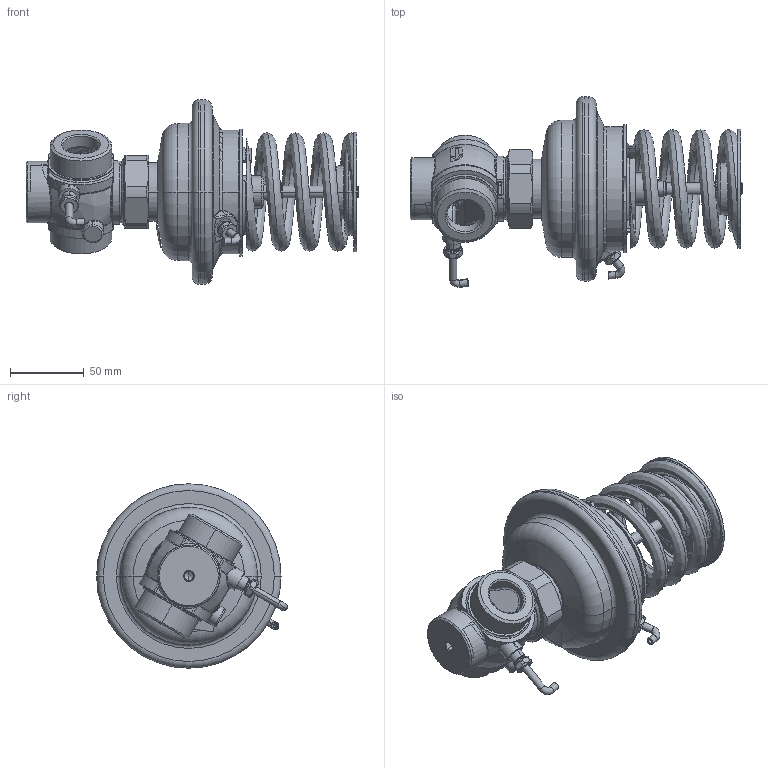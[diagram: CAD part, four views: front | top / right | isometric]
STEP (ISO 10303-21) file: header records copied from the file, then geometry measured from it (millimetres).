
FILE_DESCRIPTION((''),'2;1');
FILE_NAME('003H6616','2010-01-04T',('u243613'),('Danfoss Trata d.o.o.'),'PRO/ENGINEER BY PARAMETRIC TECHNOLOGY CORPORATION, 2009230','PRO/ENGINEER BY PARAMETRIC TECHNOLOGY CORPORATION, 2009230','');
FILE_SCHEMA(('CONFIG_CONTROL_DESIGN'));
Length unit declared in the file: millimetre
Products named in the file (1): 003H6616
Bounding box: 225.3 x 129.49 x 125.18 mm (x, y, z)
Volume: 403829.2 mm3; surface area: 186193.9 mm2
Topology: 5 solids, 5 shells, 1104 faces, 2579 edges, 1560 vertices
Faces by surface type: cylinder 309, plane 299, cone 208, torus 160, bspline 113, sphere 15
Entity records: 44408 total; most frequent: CARTESIAN_POINT 19683, DIRECTION 5259, ORIENTED_EDGE 5150, EDGE_CURVE 2575, AXIS2_PLACEMENT_3D 2212, VERTEX_POINT 1560, CIRCLE 1221, EDGE_LOOP 1203
